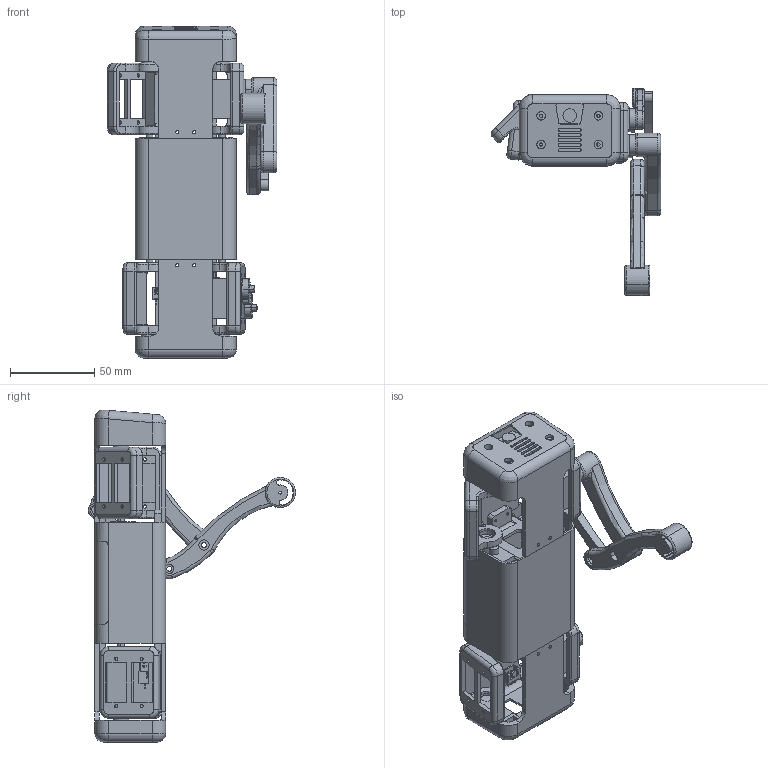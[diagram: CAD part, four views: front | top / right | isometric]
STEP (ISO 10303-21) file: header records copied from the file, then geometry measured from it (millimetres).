
FILE_DESCRIPTION (( 'STEP AP203' ), '1' );
FILE_NAME ('×°ÅäÌå1.STEP', '2020-10-08T16:26:23', ( '' ), ( '' ), 'SwSTEP 2.0', 'SolidWorks 2016', '' );
FILE_SCHEMA (( 'CONFIG_CONTROL_DESIGN' ));
Length unit declared in the file: millimetre
Products named in the file (16): k210; 嗆儂; body; JST - XH - Thru (V) - 3Pin - 2.54mm; 蚾饜极1; β; 苤虯; head; 嗆儂殤; 嶺裝; ヶ啣; XT30_Stecker; foot; 牷旋1; 奻裔; 湮虯s - 萵掛
Assembly tree (25 placements, depth 2):
  蚾饜极1
    body
    嗆儂  x8
    嗆儂殤  x4
    head
    β
    奻裔
    k210
    ヶ啣
    牷旋1
    苤虯
    嶺裝
    JST - XH - Thru (V) - 3Pin - 2.54mm
    XT30_Stecker
    湮虯s - 萵掛
    foot
Bounding box: 100.77 x 122.88 x 196.98 mm (x, y, z)
Volume: 172308.7 mm3; surface area: 136586 mm2
Topology: 25 solids, 42 shells, 1840 faces, 4755 edges, 3016 vertices
Faces by surface type: plane 873, cylinder 733, torus 135, bspline 99
Entity records: 47537 total; most frequent: CARTESIAN_POINT 11339, ORIENTED_EDGE 7176, DIRECTION 7107, EDGE_CURVE 3588, AXIS2_PLACEMENT_3D 2476, VERTEX_POINT 2285, LINE 2155, VECTOR 2155
